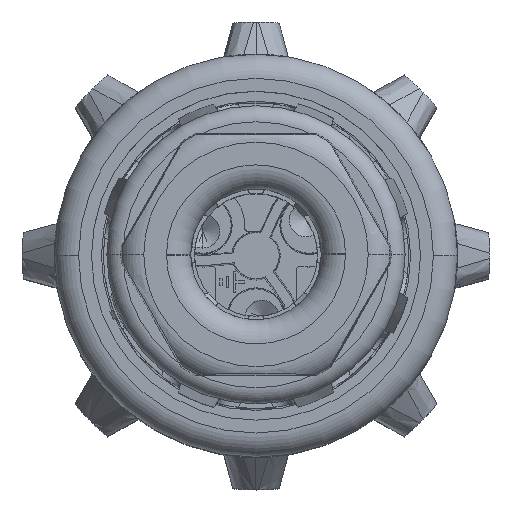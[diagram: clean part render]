
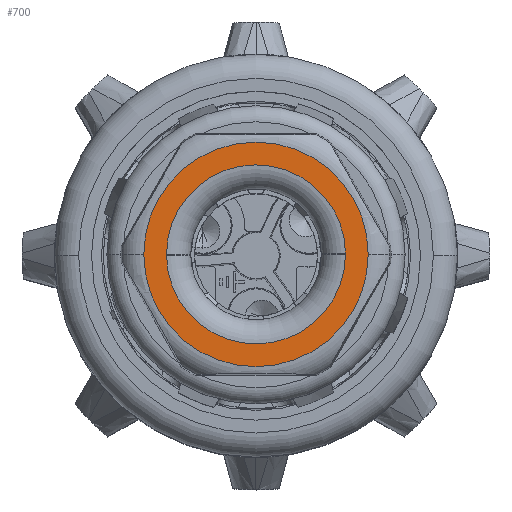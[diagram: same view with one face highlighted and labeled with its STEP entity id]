
A CAD part, top view. The second image highlights one B-rep face of the part: STEP entity #700.
In plain terms, the highlighted planar face has unit normal (0, 0, 1).
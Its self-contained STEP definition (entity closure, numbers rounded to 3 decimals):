
#700=ADVANCED_FACE('',(#5361,#5362),#5363,.T.);
#5361=FACE_OUTER_BOUND('',#15331,.T.);
#5362=FACE_BOUND('',#15332,.T.);
#5363=PLANE('',#15333);
#15331=EDGE_LOOP('',(#29153,#29154));
#15332=EDGE_LOOP('',(#29155,#29156,#29157,#29158));
#15333=AXIS2_PLACEMENT_3D('',#29159,#29160,#29161);
#29153=ORIENTED_EDGE('',*,*,#59482,.T.);
#29154=ORIENTED_EDGE('',*,*,#59483,.T.);
#29155=ORIENTED_EDGE('',*,*,#59395,.T.);
#29156=ORIENTED_EDGE('',*,*,#57835,.T.);
#29157=ORIENTED_EDGE('',*,*,#59394,.T.);
#29158=ORIENTED_EDGE('',*,*,#57838,.T.);
#29159=CARTESIAN_POINT('',(0.0,0.0,27.0));
#29160=DIRECTION('',(0.0,0.0,1.0));
#29161=DIRECTION('',(1.0,0.0,0.0));
#57835=EDGE_CURVE('',#69283,#69281,#69284,.T.);
#57838=EDGE_CURVE('',#69288,#69286,#69289,.T.);
#59394=EDGE_CURVE('',#69281,#69288,#71861,.T.);
#59395=EDGE_CURVE('',#69286,#69283,#71862,.T.);
#59482=EDGE_CURVE('',#72031,#72032,#72033,.T.);
#59483=EDGE_CURVE('',#72032,#72031,#72034,.T.);
#69281=VERTEX_POINT('',#88399);
#69283=VERTEX_POINT('',#88401);
#69284=CIRCLE('',#88402,11.105);
#69286=VERTEX_POINT('',#88404);
#69288=VERTEX_POINT('',#88406);
#69289=CIRCLE('',#88407,11.105);
#71861=CIRCLE('',#94018,11.105);
#71862=CIRCLE('',#94019,11.105);
#72031=VERTEX_POINT('',#94672);
#72032=VERTEX_POINT('',#94673);
#72033=CIRCLE('',#94674,13.922);
#72034=CIRCLE('',#94675,13.922);
#88399=CARTESIAN_POINT('',(11.105,0.0,27.0));
#88401=CARTESIAN_POINT('',(11.104,0.165,27.0));
#88402=AXIS2_PLACEMENT_3D('',#123468,#123469,#123470);
#88404=CARTESIAN_POINT('',(-11.105,0.0,27.0));
#88406=CARTESIAN_POINT('',(-11.104,-0.165,27.0));
#88407=AXIS2_PLACEMENT_3D('',#123477,#123478,#123479);
#94018=AXIS2_PLACEMENT_3D('',#125642,#125643,#125644);
#94019=AXIS2_PLACEMENT_3D('',#125645,#125646,#125647);
#94672=CARTESIAN_POINT('',(13.922,0.0,27.0));
#94673=CARTESIAN_POINT('',(-13.922,0.0,27.0));
#94674=AXIS2_PLACEMENT_3D('',#125722,#125723,#125724);
#94675=AXIS2_PLACEMENT_3D('',#125725,#125726,#125727);
#123468=CARTESIAN_POINT('',(0.0,0.0,27.0));
#123469=DIRECTION('',(0.0,0.0,-1.0));
#123470=DIRECTION('',(-1.0,0.0,0.0));
#123477=CARTESIAN_POINT('',(0.0,0.0,27.0));
#123478=DIRECTION('',(0.0,0.0,-1.0));
#123479=DIRECTION('',(1.0,0.0,0.0));
#125642=CARTESIAN_POINT('',(0.0,0.0,27.0));
#125643=DIRECTION('',(0.0,0.0,-1.0));
#125644=DIRECTION('',(1.0,0.0,0.0));
#125645=CARTESIAN_POINT('',(0.0,0.0,27.0));
#125646=DIRECTION('',(0.0,0.0,-1.0));
#125647=DIRECTION('',(-1.0,0.0,0.0));
#125722=CARTESIAN_POINT('',(0.0,0.0,27.0));
#125723=DIRECTION('',(0.0,0.0,1.0));
#125724=DIRECTION('',(1.0,0.0,0.0));
#125725=CARTESIAN_POINT('',(0.0,0.0,27.0));
#125726=DIRECTION('',(0.0,0.0,1.0));
#125727=DIRECTION('',(-1.0,0.0,0.0));
